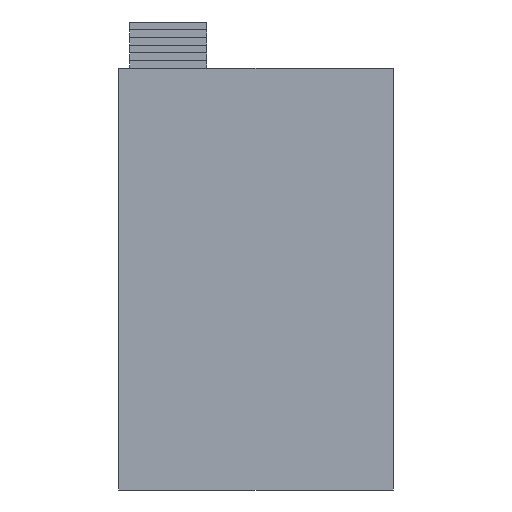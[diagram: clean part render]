
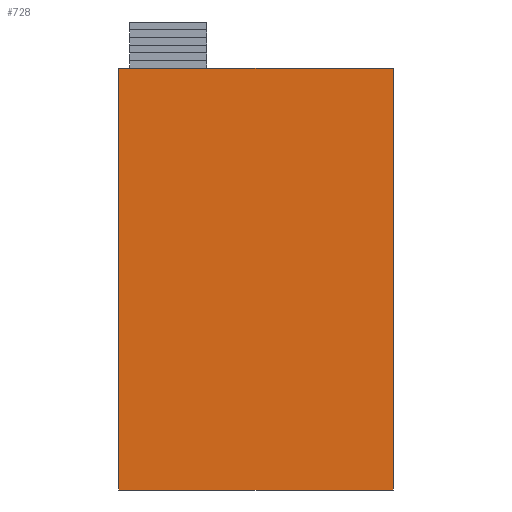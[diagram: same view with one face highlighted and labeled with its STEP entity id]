
A CAD part, front view. The second image highlights one B-rep face of the part: STEP entity #728.
In plain terms, the highlighted planar face has unit normal (0, -1, 0).
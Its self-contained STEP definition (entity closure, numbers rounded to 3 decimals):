
#286=EDGE_CURVE('',#434,#300,#786,.T.);
#294=EDGE_CURVE('',#318,#300,#794,.T.);
#300=VERTEX_POINT('',#800);
#308=EDGE_CURVE('',#392,#318,#808,.T.);
#318=VERTEX_POINT('',#818);
#388=EDGE_CURVE('',#392,#434,#895,.T.);
#392=VERTEX_POINT('',#899);
#434=VERTEX_POINT('',#945);
#728=ADVANCED_FACE('',(#1264),#1265,.T.);
#786=LINE('',#1322,#1323);
#794=LINE('',#1336,#1337);
#800=CARTESIAN_POINT('',(64.0,-15.0,0.0));
#808=LINE('',#1354,#1355);
#818=CARTESIAN_POINT('',(-14.0,-15.,0.0));
#895=LINE('',#1479,#1480);
#899=CARTESIAN_POINT('',(-14.0,-15.,120.0));
#945=CARTESIAN_POINT('',(64.0,-15.0,120.0));
#1264=FACE_OUTER_BOUND('',#2008,.T.);
#1265=PLANE('',#2009);
#1322=CARTESIAN_POINT('',(64.0,-15.0,120.0));
#1323=VECTOR('',#2097,1.0);
#1336=CARTESIAN_POINT('',(-14.0,-15.,0.0));
#1337=VECTOR('',#2100,1.0);
#1354=CARTESIAN_POINT('',(-14.0,-15.,120.0));
#1355=VECTOR('',#2102,1.0);
#1479=CARTESIAN_POINT('',(-14.0,-15.,120.0));
#1480=VECTOR('',#2195,1.0);
#2008=EDGE_LOOP('',(#2579,#2580,#2581,#2582));
#2009=AXIS2_PLACEMENT_3D('',#2583,#2584,#2585);
#2097=DIRECTION('',(0.0,0.0,-1.0));
#2100=DIRECTION('',(1.0,0.0,0.0));
#2102=DIRECTION('',(0.0,0.0,-1.0));
#2195=DIRECTION('',(1.0,0.0,0.0));
#2579=ORIENTED_EDGE('',*,*,#294,.T.);
#2580=ORIENTED_EDGE('',*,*,#286,.F.);
#2581=ORIENTED_EDGE('',*,*,#388,.F.);
#2582=ORIENTED_EDGE('',*,*,#308,.T.);
#2583=CARTESIAN_POINT('',(-14.0,-15.,120.0));
#2584=DIRECTION('',(0.0,-1.0,0.0));
#2585=DIRECTION('',(0.0,0.0,-1.0));
